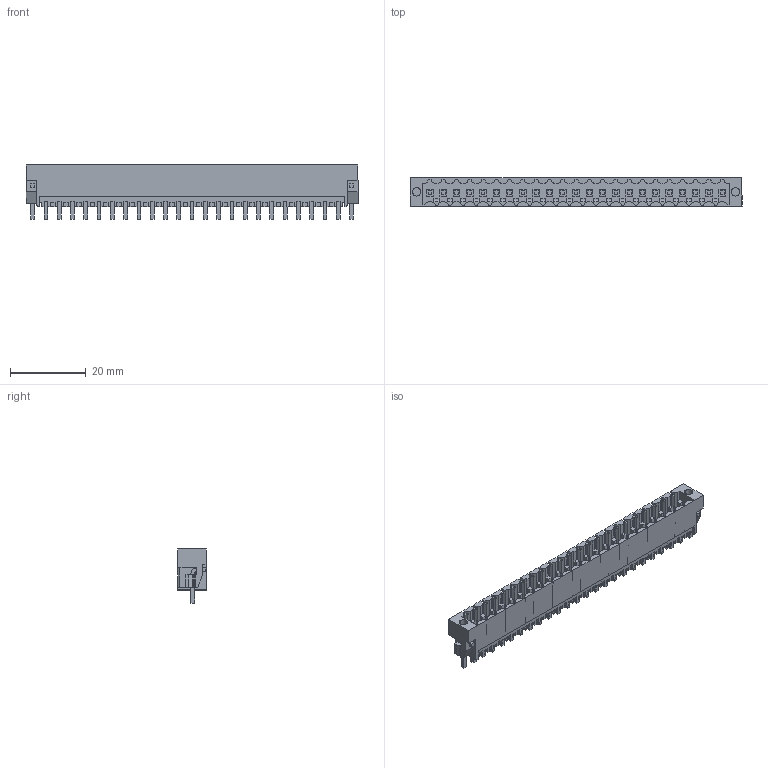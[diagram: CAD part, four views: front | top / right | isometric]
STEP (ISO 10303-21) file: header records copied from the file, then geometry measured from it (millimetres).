
FILE_DESCRIPTION(('CATIA V5 STEP Exchange','CAx-IF Rec.Pracs.--- Model Styling and Organization---1.2---2011-12-15'),'2;1');
FILE_NAME ('D1457290_0_1842750000_1842750000.stp','2018-03-20T11:42:13+00:00',('none'),('Weidmueller'),'CATIA Version 5-6 Release 2014','CATIA V5 STEP AP214','none');
FILE_SCHEMA(('AUTOMOTIVE_DESIGN { 1 0 10303 214 1 1 1 1 }'));
Length unit declared in the file: millimetre
Products named in the file (1): 1842750000
Bounding box: 87.45 x 7.45 x 14.25 mm (x, y, z)
Volume: 2906.9 mm3; surface area: 7921.4 mm2
Topology: 26 solids, 26 shells, 1798 faces, 5314 edges, 3615 vertices
Faces by surface type: plane 1625, cylinder 173
Entity records: 56563 total; most frequent: ORIENTED_EDGE 10628, CARTESIAN_POINT 10443, DIRECTION 6955, EDGE_CURVE 5314, VECTOR 4876, LINE 4876, VERTEX_POINT 3615, EDGE_LOOP 1895
